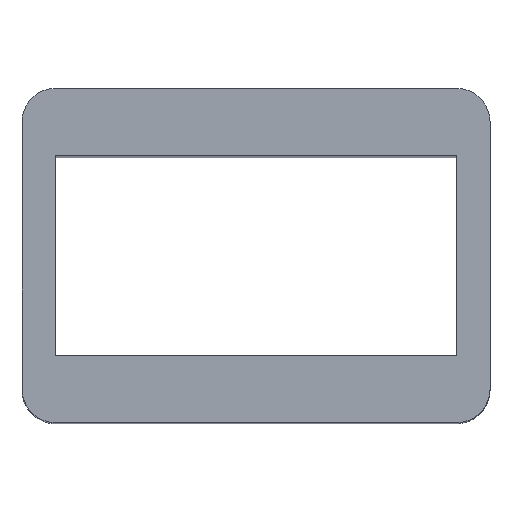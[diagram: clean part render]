
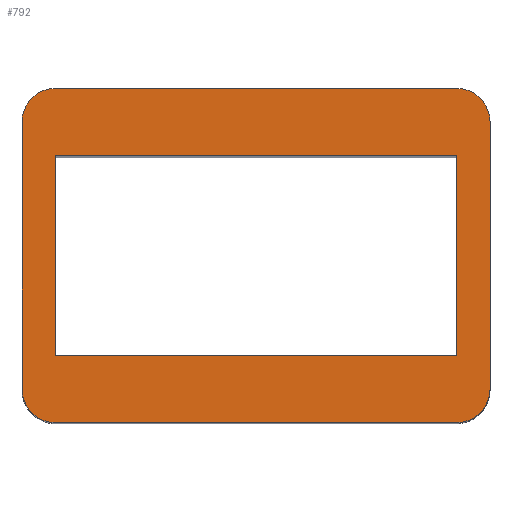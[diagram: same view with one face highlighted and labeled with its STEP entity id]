
A CAD part, top view. The second image highlights one B-rep face of the part: STEP entity #792.
In plain terms, the highlighted planar face has unit normal (0, 0, 1).
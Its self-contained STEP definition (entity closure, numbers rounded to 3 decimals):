
#348=AXIS2_PLACEMENT_3D('Circle Axis2P3D',#346,#347,$) ;
#365=AXIS2_PLACEMENT_3D('Circle Axis2P3D',#363,#364,$) ;
#579=AXIS2_PLACEMENT_3D('Circle Axis2P3D',#577,#578,$) ;
#627=AXIS2_PLACEMENT_3D('Circle Axis2P3D',#625,#626,$) ;
#769=AXIS2_PLACEMENT_3D('Plane Axis2P3D',#766,#767,#768) ;
#60=CARTESIAN_POINT('Vertex',(6.5,1.,22.)) ;
#74=CARTESIAN_POINT('Vertex',(0.5,1.,22.)) ;
#77=CARTESIAN_POINT('Line Origine',(3.5,1.,22.)) ;
#195=CARTESIAN_POINT('Vertex',(0.5,4.,22.)) ;
#198=CARTESIAN_POINT('Line Origine',(0.5,2.5,22.)) ;
#233=CARTESIAN_POINT('Vertex',(0.,0.5,22.)) ;
#236=CARTESIAN_POINT('Line Origine',(0.,2.5,22.)) ;
#240=CARTESIAN_POINT('Vertex',(0.,4.5,22.)) ;
#343=CARTESIAN_POINT('Vertex',(0.5,0.,22.)) ;
#346=CARTESIAN_POINT('Axis2P3D Location',(0.5,0.5,22.)) ;
#363=CARTESIAN_POINT('Axis2P3D Location',(0.5,4.5,22.)) ;
#367=CARTESIAN_POINT('Vertex',(0.5,5.,22.)) ;
#546=CARTESIAN_POINT('Line Origine',(3.5,0.,22.)) ;
#550=CARTESIAN_POINT('Vertex',(6.5,0.,22.)) ;
#574=CARTESIAN_POINT('Vertex',(7.,0.5,22.)) ;
#577=CARTESIAN_POINT('Axis2P3D Location',(6.5,0.5,22.)) ;
#601=CARTESIAN_POINT('Line Origine',(3.5,5.,22.)) ;
#605=CARTESIAN_POINT('Vertex',(6.5,5.,22.)) ;
#625=CARTESIAN_POINT('Axis2P3D Location',(6.5,4.5,22.)) ;
#629=CARTESIAN_POINT('Vertex',(7.,4.5,22.)) ;
#696=CARTESIAN_POINT('Vertex',(6.5,4.,22.)) ;
#699=CARTESIAN_POINT('Line Origine',(3.5,4.,22.)) ;
#716=CARTESIAN_POINT('Line Origine',(7.,2.5,22.)) ;
#766=CARTESIAN_POINT('Axis2P3D Location',(0.,5.,22.)) ;
#781=CARTESIAN_POINT('Line Origine',(6.5,2.5,22.)) ;
#78=DIRECTION('Vector Direction',(-1.,0.,0.)) ;
#199=DIRECTION('Vector Direction',(0.,1.,0.)) ;
#237=DIRECTION('Vector Direction',(0.,-1.,0.)) ;
#347=DIRECTION('Axis2P3D Direction',(-0.,0.,-1.)) ;
#364=DIRECTION('Axis2P3D Direction',(0.,0.,1.)) ;
#547=DIRECTION('Vector Direction',(1.,0.,0.)) ;
#578=DIRECTION('Axis2P3D Direction',(-0.,0.,-1.)) ;
#602=DIRECTION('Vector Direction',(1.,0.,0.)) ;
#626=DIRECTION('Axis2P3D Direction',(0.,0.,1.)) ;
#700=DIRECTION('Vector Direction',(1.,0.,0.)) ;
#717=DIRECTION('Vector Direction',(0.,-1.,0.)) ;
#767=DIRECTION('Axis2P3D Direction',(-0.,0.,1.)) ;
#768=DIRECTION('Axis2P3D XDirection',(0.,-1.,0.)) ;
#782=DIRECTION('Vector Direction',(0.,-1.,0.)) ;
#79=VECTOR('Line Direction',#78,1.) ;
#200=VECTOR('Line Direction',#199,1.) ;
#238=VECTOR('Line Direction',#237,1.) ;
#548=VECTOR('Line Direction',#547,1.) ;
#603=VECTOR('Line Direction',#602,1.) ;
#701=VECTOR('Line Direction',#700,1.) ;
#718=VECTOR('Line Direction',#717,1.) ;
#783=VECTOR('Line Direction',#782,1.) ;
#772=ORIENTED_EDGE('',*,*,#607,.F.) ;
#773=ORIENTED_EDGE('',*,*,#369,.F.) ;
#774=ORIENTED_EDGE('',*,*,#242,.T.) ;
#775=ORIENTED_EDGE('',*,*,#350,.F.) ;
#776=ORIENTED_EDGE('',*,*,#552,.T.) ;
#777=ORIENTED_EDGE('',*,*,#581,.F.) ;
#778=ORIENTED_EDGE('',*,*,#720,.F.) ;
#779=ORIENTED_EDGE('',*,*,#631,.F.) ;
#787=ORIENTED_EDGE('',*,*,#81,.T.) ;
#788=ORIENTED_EDGE('',*,*,#202,.T.) ;
#789=ORIENTED_EDGE('',*,*,#703,.T.) ;
#790=ORIENTED_EDGE('',*,*,#785,.T.) ;
#791=FACE_BOUND('',#786,.T.) ;
#792=ADVANCED_FACE('Koerper.2',(#780,#791),#770,.T.) ;
#349=CIRCLE('generated circle',#348,0.5) ;
#366=CIRCLE('generated circle',#365,0.5) ;
#580=CIRCLE('generated circle',#579,0.5) ;
#628=CIRCLE('generated circle',#627,0.5) ;
#81=EDGE_CURVE('',#61,#75,#80,.T.) ;
#202=EDGE_CURVE('',#75,#196,#201,.T.) ;
#242=EDGE_CURVE('',#241,#234,#239,.T.) ;
#350=EDGE_CURVE('',#344,#234,#349,.T.) ;
#369=EDGE_CURVE('',#241,#368,#366,.F.) ;
#552=EDGE_CURVE('',#344,#551,#549,.T.) ;
#581=EDGE_CURVE('',#575,#551,#580,.T.) ;
#607=EDGE_CURVE('',#368,#606,#604,.T.) ;
#631=EDGE_CURVE('',#606,#630,#628,.F.) ;
#703=EDGE_CURVE('',#196,#697,#702,.T.) ;
#720=EDGE_CURVE('',#630,#575,#719,.T.) ;
#785=EDGE_CURVE('',#697,#61,#784,.T.) ;
#771=EDGE_LOOP('',(#772,#773,#774,#775,#776,#777,#778,#779)) ;
#786=EDGE_LOOP('',(#787,#788,#789,#790)) ;
#780=FACE_OUTER_BOUND('',#771,.T.) ;
#80=LINE('Line',#77,#79) ;
#201=LINE('Line',#198,#200) ;
#239=LINE('Line',#236,#238) ;
#549=LINE('Line',#546,#548) ;
#604=LINE('Line',#601,#603) ;
#702=LINE('Line',#699,#701) ;
#719=LINE('Line',#716,#718) ;
#784=LINE('Line',#781,#783) ;
#770=PLANE('',#769) ;
#61=VERTEX_POINT('',#60) ;
#75=VERTEX_POINT('',#74) ;
#196=VERTEX_POINT('',#195) ;
#234=VERTEX_POINT('',#233) ;
#241=VERTEX_POINT('',#240) ;
#344=VERTEX_POINT('',#343) ;
#368=VERTEX_POINT('',#367) ;
#551=VERTEX_POINT('',#550) ;
#575=VERTEX_POINT('',#574) ;
#606=VERTEX_POINT('',#605) ;
#630=VERTEX_POINT('',#629) ;
#697=VERTEX_POINT('',#696) ;
